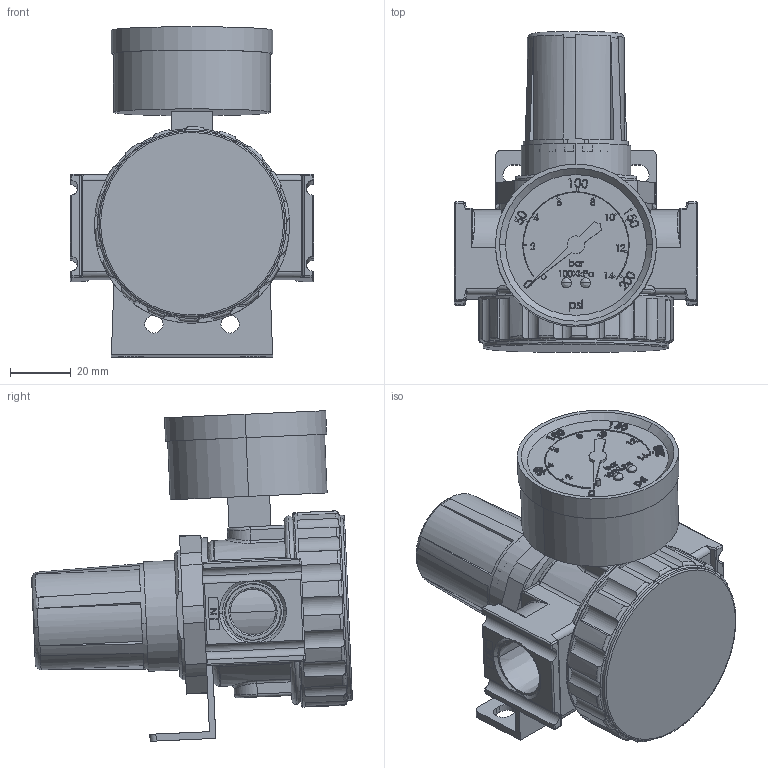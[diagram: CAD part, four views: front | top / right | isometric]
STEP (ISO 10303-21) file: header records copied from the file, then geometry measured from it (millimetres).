
FILE_DESCRIPTION (( 'STEP AP214' ), '1' );
FILE_NAME ('R89.STEP', '2021-11-24T11:26:51', ( 'User' ), ( '' ), 'SwSTEP 2.0', 'SolidWorks 2014', '' );
FILE_SCHEMA (( 'AUTOMOTIVE_DESIGN' ));
Length unit declared in the file: millimetre
Products named in the file (16): R5017; 2-埋入式壓力錶; R8016; R8010; R8002; R8901(4分)_2; R5018; R89; R89_2
Assembly tree (8 placements, depth 3):
  R5018
  R5017
  2-埋入式壓力錶
  R8016
  R8010
Bounding box: 80 x 105.4 x 108.62 mm (x, y, z)
Volume: 179754.2 mm3; surface area: 83910.4 mm2
Topology: 7 solids, 7 shells, 1400 faces, 3571 edges, 2246 vertices
Faces by surface type: plane 617, bspline 416, cylinder 318, cone 49
Entity records: 86649 total; most frequent: CARTESIAN_POINT 40414, ORIENTED_EDGE 7046, DIRECTION 5059, EDGE_CURVE 3523, VERTEX_POINT 2246, VECTOR 1707, LINE 1707, AXIS2_PLACEMENT_3D 1676
